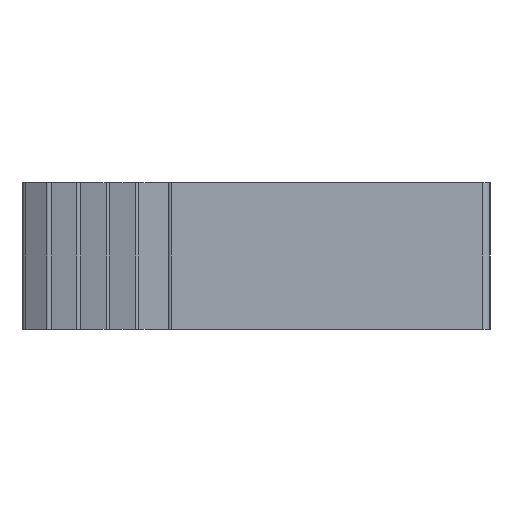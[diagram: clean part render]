
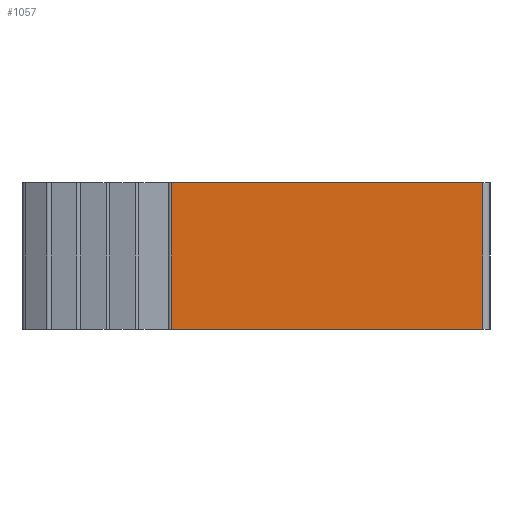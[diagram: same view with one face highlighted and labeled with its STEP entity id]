
A CAD part, left-side view. The second image highlights one B-rep face of the part: STEP entity #1057.
In plain terms, the highlighted planar face has unit normal (-1, 0, 0).
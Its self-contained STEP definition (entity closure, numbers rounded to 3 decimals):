
#16=PLANE('',#1139);
#50=FACE_OUTER_BOUND('',#106,.T.);
#106=EDGE_LOOP('',(#766,#767,#768,#769));
#160=LINE('',#1543,#276);
#190=LINE('',#1641,#306);
#193=LINE('',#1655,#309);
#194=LINE('',#1656,#310);
#276=VECTOR('',#1221,10.);
#306=VECTOR('',#1291,21.3);
#309=VECTOR('',#1304,21.3);
#310=VECTOR('',#1305,10.);
#439=VERTEX_POINT('',#1540);
#440=VERTEX_POINT('',#1542);
#488=VERTEX_POINT('',#1640);
#494=VERTEX_POINT('',#1654);
#547=EDGE_CURVE('',#439,#440,#160,.T.);
#596=EDGE_CURVE('',#440,#488,#190,.T.);
#603=EDGE_CURVE('',#494,#439,#193,.T.);
#604=EDGE_CURVE('',#488,#494,#194,.T.);
#766=ORIENTED_EDGE('',*,*,#547,.F.);
#767=ORIENTED_EDGE('',*,*,#603,.F.);
#768=ORIENTED_EDGE('',*,*,#604,.F.);
#769=ORIENTED_EDGE('',*,*,#596,.F.);
#1057=ADVANCED_FACE('',(#50),#16,.F.);
#1139=AXIS2_PLACEMENT_3D('',#1653,#1302,#1303);
#1221=DIRECTION('',(0.,0.,-1.));
#1291=DIRECTION('',(0.,1.,0.));
#1302=DIRECTION('center_axis',(1.,0.,0.));
#1303=DIRECTION('ref_axis',(0.,0.,-1.));
#1304=DIRECTION('',(0.,-1.,0.));
#1305=DIRECTION('',(0.,0.,1.));
#1540=CARTESIAN_POINT('',(-39.,-15.5,5.));
#1542=CARTESIAN_POINT('',(-39.,-15.5,-5.));
#1543=CARTESIAN_POINT('',(-39.,-15.5,0.));
#1640=CARTESIAN_POINT('',(-39.,5.8,-5.));
#1641=CARTESIAN_POINT('',(-39.,-16.,-5.));
#1653=CARTESIAN_POINT('Origin',(-39.,16.,0.));
#1654=CARTESIAN_POINT('',(-39.,5.8,5.));
#1655=CARTESIAN_POINT('',(-39.,-16.,5.));
#1656=CARTESIAN_POINT('',(-39.,5.8,0.));
